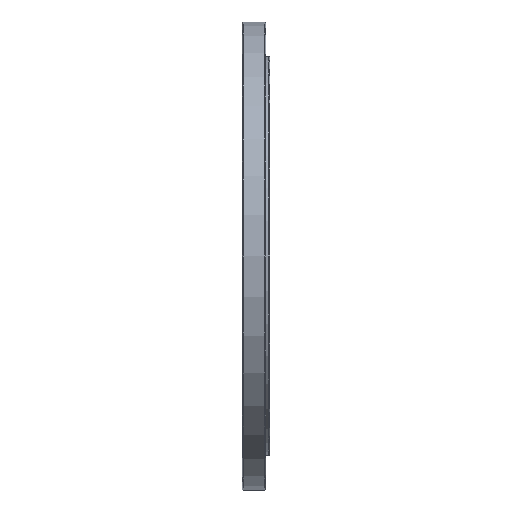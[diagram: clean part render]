
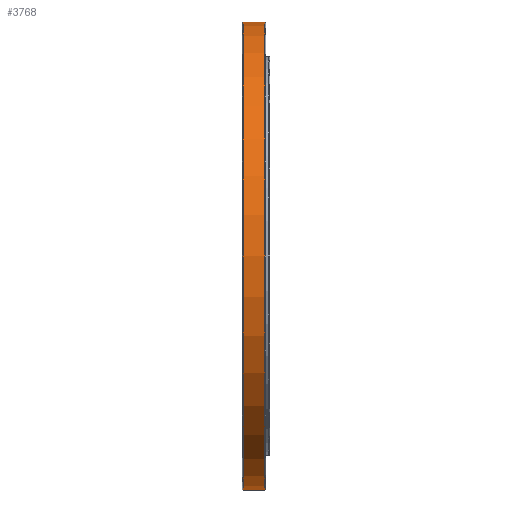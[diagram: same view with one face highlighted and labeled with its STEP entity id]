
A CAD part, left-side view. The second image highlights one B-rep face of the part: STEP entity #3768.
In plain terms, the highlighted cylindrical face has radius 114.5 mm (diameter 229 mm), a partial arc.
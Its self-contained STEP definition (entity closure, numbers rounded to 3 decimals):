
#158 = VECTOR ( 'NONE', #3448, 1000. ) ;
#475 = CARTESIAN_POINT ( 'NONE',  ( 0., 0., -114.5 ) ) ;
#683 = ORIENTED_EDGE ( 'NONE', *, *, #5366, .T. ) ;
#793 = VERTEX_POINT ( 'NONE', #1239 ) ;
#955 = FACE_OUTER_BOUND ( 'NONE', #3423, .T. ) ;
#961 = ORIENTED_EDGE ( 'NONE', *, *, #1712, .T. ) ;
#985 = CARTESIAN_POINT ( 'NONE',  ( 0., 0., 0. ) ) ;
#1007 = DIRECTION ( 'NONE',  ( 0., 0., -1. ) ) ;
#1210 = CIRCLE ( 'NONE', #1974, 114.5 ) ;
#1239 = CARTESIAN_POINT ( 'NONE',  ( 0., 2.5, -114.5 ) ) ;
#1272 = DIRECTION ( 'NONE',  ( 0., 1., 0. ) ) ;
#1629 = CARTESIAN_POINT ( 'NONE',  ( 0., 0., 114.5 ) ) ;
#1712 = EDGE_CURVE ( 'NONE', #4209, #793, #3526, .T. ) ;
#1736 = CARTESIAN_POINT ( 'NONE',  ( 0., 13., -114.5 ) ) ;
#1774 = VERTEX_POINT ( 'NONE', #5189 ) ;
#1915 = EDGE_CURVE ( 'NONE', #1774, #3856, #3848, .T. ) ;
#1974 = AXIS2_PLACEMENT_3D ( 'NONE', #4023, #1272, #2140 ) ;
#2061 = VECTOR ( 'NONE', #2093, 1000. ) ;
#2071 = EDGE_CURVE ( 'NONE', #793, #3856, #1210, .T. ) ;
#2093 = DIRECTION ( 'NONE',  ( 0., -1., 0. ) ) ;
#2140 = DIRECTION ( 'NONE',  ( 0., 0., 1. ) ) ;
#2308 = AXIS2_PLACEMENT_3D ( 'NONE', #985, #2827, #1007 ) ;
#2800 = CYLINDRICAL_SURFACE ( 'NONE', #2308, 114.5 ) ;
#2827 = DIRECTION ( 'NONE',  ( 0., -1., 0. ) ) ;
#2953 = CARTESIAN_POINT ( 'NONE',  ( 0., 13., 0. ) ) ;
#3212 = ORIENTED_EDGE ( 'NONE', *, *, #1915, .F. ) ;
#3423 = EDGE_LOOP ( 'NONE', ( #3212, #683, #961, #5458 ) ) ;
#3437 = DIRECTION ( 'NONE',  ( 0., -1., 0. ) ) ;
#3448 = DIRECTION ( 'NONE',  ( 0., -1., 0. ) ) ;
#3526 = LINE ( 'NONE', #475, #2061 ) ;
#3572 = CIRCLE ( 'NONE', #5419, 114.5 ) ;
#3768 = ADVANCED_FACE ( 'NONE', ( #955 ), #2800, .T. ) ;
#3820 = CARTESIAN_POINT ( 'NONE',  ( 0., 2.5, 114.5 ) ) ;
#3848 = LINE ( 'NONE', #1629, #158 ) ;
#3856 = VERTEX_POINT ( 'NONE', #3820 ) ;
#4023 = CARTESIAN_POINT ( 'NONE',  ( 0., 2.5, 0. ) ) ;
#4209 = VERTEX_POINT ( 'NONE', #1736 ) ;
#4807 = DIRECTION ( 'NONE',  ( 0., 0., -1. ) ) ;
#5189 = CARTESIAN_POINT ( 'NONE',  ( 0., 13., 114.5 ) ) ;
#5366 = EDGE_CURVE ( 'NONE', #1774, #4209, #3572, .T. ) ;
#5419 = AXIS2_PLACEMENT_3D ( 'NONE', #2953, #3437, #4807 ) ;
#5458 = ORIENTED_EDGE ( 'NONE', *, *, #2071, .T. ) ;
